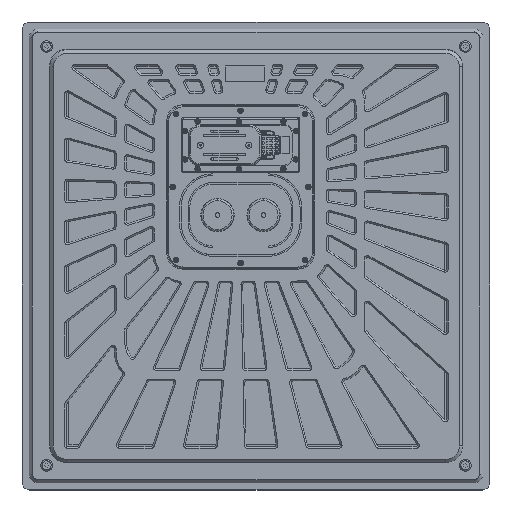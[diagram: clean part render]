
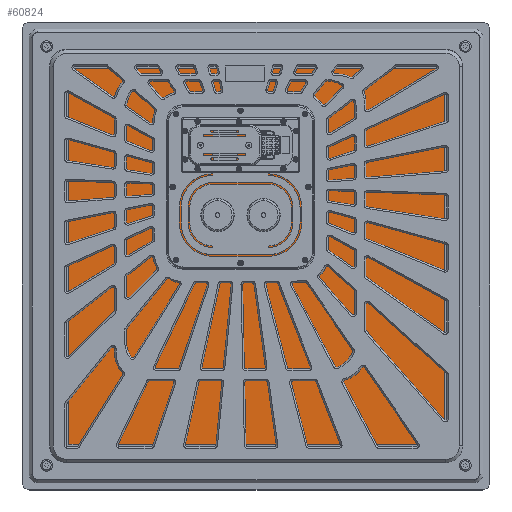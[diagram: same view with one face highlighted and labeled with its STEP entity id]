
A CAD part, top view. The second image highlights one B-rep face of the part: STEP entity #60824.
In plain terms, the highlighted planar face has unit normal (0, 0, 1).
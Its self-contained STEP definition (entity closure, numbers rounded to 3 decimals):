
#684 = VERTEX_POINT ( 'NONE', #28665 ) ;
#706 = DIRECTION ( 'NONE',  ( 0., 0., 1. ) ) ;
#940 = CIRCLE ( 'NONE', #1947, 2. ) ;
#1288 = EDGE_CURVE ( 'NONE', #49848, #52851, #26774, .T. ) ;
#1511 = ORIENTED_EDGE ( 'NONE', *, *, #8746, .T. ) ;
#1707 = DIRECTION ( 'NONE',  ( 0., 0., 1. ) ) ;
#1947 = AXIS2_PLACEMENT_3D ( 'NONE', #58117, #23734, #63315 ) ;
#2855 = AXIS2_PLACEMENT_3D ( 'NONE', #49893, #9743, #25246 ) ;
#2876 = VERTEX_POINT ( 'NONE', #42102 ) ;
#4829 = LINE ( 'NONE', #35551, #49244 ) ;
#7015 = DIRECTION ( 'NONE',  ( 1., 0., 0. ) ) ;
#7092 = VERTEX_POINT ( 'NONE', #26523 ) ;
#7154 = AXIS2_PLACEMENT_3D ( 'NONE', #42641, #37761, #7015 ) ;
#7399 = CIRCLE ( 'NONE', #9438, 7.5 ) ;
#7656 = DIRECTION ( 'NONE',  ( -1., 0., 0. ) ) ;
#8508 = DIRECTION ( 'NONE',  ( -1., 0., 0. ) ) ;
#8746 = EDGE_CURVE ( 'NONE', #11472, #39964, #32503, .T. ) ;
#9438 = AXIS2_PLACEMENT_3D ( 'NONE', #46087, #1707, #41242 ) ;
#9468 = DIRECTION ( 'NONE',  ( 0., 0., 1. ) ) ;
#9531 = CIRCLE ( 'NONE', #21951, 7.5 ) ;
#9743 = DIRECTION ( 'NONE',  ( 0., 0., 1. ) ) ;
#9999 = CARTESIAN_POINT ( 'NONE',  ( 195.5, 289., 3. ) ) ;
#10331 = ORIENTED_EDGE ( 'NONE', *, *, #45393, .T. ) ;
#11076 = EDGE_CURVE ( '������2', #16147, #23955, #4829, .T. ) ;
#11201 = CARTESIAN_POINT ( 'NONE',  ( 188., 289., 3. ) ) ;
#11472 = VERTEX_POINT ( 'NONE', #58867 ) ;
#12788 = AXIS2_PLACEMENT_3D ( 'NONE', #49936, #706, #35331 ) ;
#12857 = FACE_BOUND ( 'NONE', #63650, .T. ) ;
#14289 = DIRECTION ( 'NONE',  ( -1., 0., 0. ) ) ;
#14336 = CARTESIAN_POINT ( 'NONE',  ( 472., 2., 3. ) ) ;
#16147 = VERTEX_POINT ( 'NONE', #43386 ) ;
#17745 = CARTESIAN_POINT ( 'NONE',  ( 0., 2., 3. ) ) ;
#17872 = DIRECTION ( 'NONE',  ( 1., 0., 0. ) ) ;
#17904 = EDGE_CURVE ( 'NONE', #52851, #49848, #9531, .T. ) ;
#18588 = EDGE_LOOP ( 'NONE', ( #43431, #27111, #1511, #23637, #10331, #59336, #55944, #37214 ) ) ;
#18851 = EDGE_CURVE ( 'NONE', #39964, #2876, #37536, .T. ) ;
#21733 = CIRCLE ( 'NONE', #32078, 7.5 ) ;
#21951 = AXIS2_PLACEMENT_3D ( 'NONE', #11201, #45858, #45545 ) ;
#23581 = EDGE_LOOP ( 'NONE', ( #47097, #54436 ) ) ;
#23637 = ORIENTED_EDGE ( 'NONE', *, *, #18851, .T. ) ;
#23734 = DIRECTION ( 'NONE',  ( 0., 0., 1. ) ) ;
#23955 = VERTEX_POINT ( 'NONE', #62595 ) ;
#24111 = VECTOR ( 'NONE', #14289, 1000. ) ;
#24117 = EDGE_CURVE ( '������3', #684, #41208, #24284, .T. ) ;
#24284 = LINE ( 'NONE', #43765, #24111 ) ;
#24986 = DIRECTION ( 'NONE',  ( 0., 0., 1. ) ) ;
#25246 = DIRECTION ( 'NONE',  ( -1., 0., 0. ) ) ;
#25417 = ORIENTED_EDGE ( 'NONE', *, *, #17904, .F. ) ;
#25459 = VERTEX_POINT ( 'NONE', #35303 ) ;
#26148 = CARTESIAN_POINT ( 'NONE',  ( 2., 474., 3. ) ) ;
#26523 = CARTESIAN_POINT ( 'NONE',  ( 253.5, 289., 3. ) ) ;
#26774 = CIRCLE ( 'NONE', #7154, 7.5 ) ;
#27111 = ORIENTED_EDGE ( 'NONE', *, *, #29143, .T. ) ;
#27664 = ORIENTED_EDGE ( 'NONE', *, *, #1288, .F. ) ;
#28665 = CARTESIAN_POINT ( 'NONE',  ( 472., 474., 3. ) ) ;
#29143 = EDGE_CURVE ( 'NONE', #41208, #11472, #940, .T. ) ;
#31595 = FACE_BOUND ( 'NONE', #23581, .T. ) ;
#31919 = FACE_OUTER_BOUND ( 'NONE', #18588, .T. ) ;
#32078 = AXIS2_PLACEMENT_3D ( 'NONE', #39595, #24986, #44787 ) ;
#32503 = LINE ( 'NONE', #37697, #59424 ) ;
#35303 = CARTESIAN_POINT ( 'NONE',  ( 238.5, 289., 3. ) ) ;
#35331 = DIRECTION ( 'NONE',  ( -1., 0., 0. ) ) ;
#35551 = CARTESIAN_POINT ( 'NONE',  ( 474., 0., 3. ) ) ;
#36305 = CARTESIAN_POINT ( 'NONE',  ( 180.5, 289., 3. ) ) ;
#37214 = ORIENTED_EDGE ( 'NONE', *, *, #61261, .T. ) ;
#37536 = CIRCLE ( 'NONE', #12788, 2. ) ;
#37697 = CARTESIAN_POINT ( 'NONE',  ( 0., 0., 3. ) ) ;
#37761 = DIRECTION ( 'NONE',  ( 0., 0., 1. ) ) ;
#39595 = CARTESIAN_POINT ( 'NONE',  ( 246., 289., 3. ) ) ;
#39964 = VERTEX_POINT ( 'NONE', #17745 ) ;
#41208 = VERTEX_POINT ( 'NONE', #26148 ) ;
#41242 = DIRECTION ( 'NONE',  ( 1., 0., 0. ) ) ;
#41940 = DIRECTION ( 'NONE',  ( 0., -1., 0. ) ) ;
#41993 = CARTESIAN_POINT ( 'NONE',  ( 0., 0., 3. ) ) ;
#42102 = CARTESIAN_POINT ( 'NONE',  ( 2., 0., 3. ) ) ;
#42641 = CARTESIAN_POINT ( 'NONE',  ( 188., 289., 3. ) ) ;
#43386 = CARTESIAN_POINT ( 'NONE',  ( 474., 2., 3. ) ) ;
#43431 = ORIENTED_EDGE ( 'NONE', *, *, #24117, .T. ) ;
#43697 = EDGE_CURVE ( 'NONE', #7092, #25459, #21733, .T. ) ;
#43765 = CARTESIAN_POINT ( 'NONE',  ( 0., 474., 3. ) ) ;
#44787 = DIRECTION ( 'NONE',  ( 1., 0., 0. ) ) ;
#45393 = EDGE_CURVE ( '������4', #2876, #55660, #49522, .T. ) ;
#45545 = DIRECTION ( 'NONE',  ( 1., 0., 0. ) ) ;
#45858 = DIRECTION ( 'NONE',  ( 0., 0., 1. ) ) ;
#46087 = CARTESIAN_POINT ( 'NONE',  ( 246., 289., 3. ) ) ;
#47097 = ORIENTED_EDGE ( 'NONE', *, *, #43697, .F. ) ;
#48044 = EDGE_CURVE ( 'NONE', #55660, #16147, #60432, .T. ) ;
#48702 = VECTOR ( 'NONE', #17872, 1000. ) ;
#49244 = VECTOR ( 'NONE', #60220, 1000. ) ;
#49409 = CIRCLE ( 'NONE', #2855, 2. ) ;
#49522 = LINE ( 'NONE', #63502, #48702 ) ;
#49848 = VERTEX_POINT ( 'NONE', #36305 ) ;
#49893 = CARTESIAN_POINT ( 'NONE',  ( 472., 472., 3. ) ) ;
#49936 = CARTESIAN_POINT ( 'NONE',  ( 2., 2., 3. ) ) ;
#50528 = AXIS2_PLACEMENT_3D ( 'NONE', #41993, #52038, #7656 ) ;
#51394 = PLANE ( 'NONE',  #50528 ) ;
#52038 = DIRECTION ( 'NONE',  ( 0., 0., -1. ) ) ;
#52851 = VERTEX_POINT ( 'NONE', #9999 ) ;
#53150 = AXIS2_PLACEMENT_3D ( 'NONE', #14336, #9468, #8508 ) ;
#54436 = ORIENTED_EDGE ( 'NONE', *, *, #54990, .F. ) ;
#54990 = EDGE_CURVE ( 'NONE', #25459, #7092, #7399, .T. ) ;
#55660 = VERTEX_POINT ( 'NONE', #59925 ) ;
#55944 = ORIENTED_EDGE ( 'NONE', *, *, #11076, .T. ) ;
#58117 = CARTESIAN_POINT ( 'NONE',  ( 2., 472., 3. ) ) ;
#58867 = CARTESIAN_POINT ( 'NONE',  ( 0., 472., 3. ) ) ;
#59336 = ORIENTED_EDGE ( 'NONE', *, *, #48044, .T. ) ;
#59424 = VECTOR ( 'NONE', #41940, 1000. ) ;
#59925 = CARTESIAN_POINT ( 'NONE',  ( 472., 0., 3. ) ) ;
#60220 = DIRECTION ( 'NONE',  ( 0., 1., 0. ) ) ;
#60432 = CIRCLE ( 'NONE', #53150, 2. ) ;
#60824 = ADVANCED_FACE ( 'NONE', ( #12857, #31595, #31919 ), #51394, .F. ) ;
#61261 = EDGE_CURVE ( 'NONE', #23955, #684, #49409, .T. ) ;
#62595 = CARTESIAN_POINT ( 'NONE',  ( 474., 472., 3. ) ) ;
#63315 = DIRECTION ( 'NONE',  ( -1., 0., 0. ) ) ;
#63502 = CARTESIAN_POINT ( 'NONE',  ( 0., 0., 3. ) ) ;
#63650 = EDGE_LOOP ( 'NONE', ( #25417, #27664 ) ) ;
